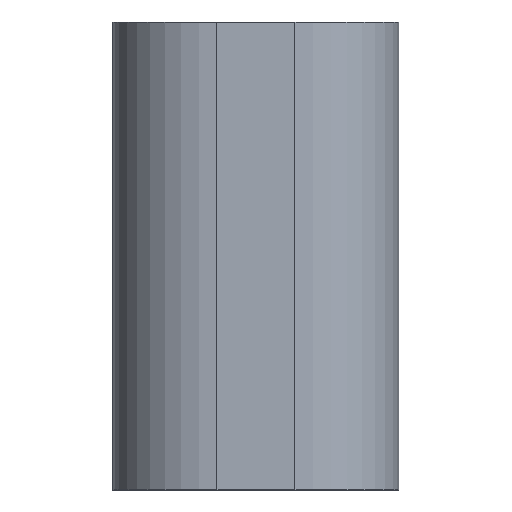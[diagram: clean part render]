
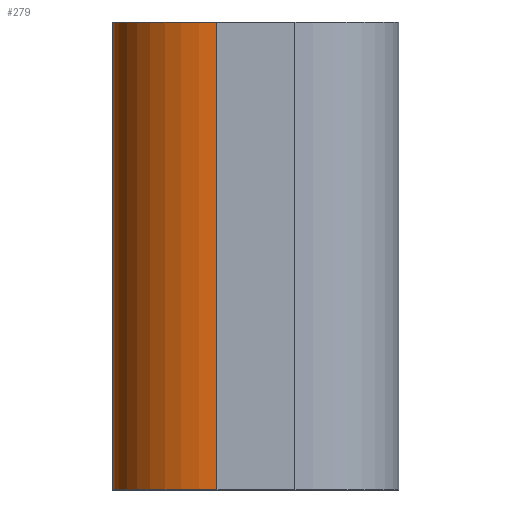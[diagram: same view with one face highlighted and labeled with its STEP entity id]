
A CAD part, left-side view. The second image highlights one B-rep face of the part: STEP entity #279.
In plain terms, the highlighted cylindrical face has radius 2 mm (diameter 4 mm), a partial arc.
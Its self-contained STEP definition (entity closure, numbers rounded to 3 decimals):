
#25=FACE_OUTER_BOUND('',#39,.T.);
#39=EDGE_LOOP('',(#181,#182,#183,#184));
#57=LINE('',#433,#79);
#58=LINE('',#436,#80);
#79=VECTOR('',#349,10.);
#80=VECTOR('',#352,10.);
#101=CIRCLE('',#314,2.);
#102=CIRCLE('',#315,2.);
#117=VERTEX_POINT('',#429);
#118=VERTEX_POINT('',#430);
#119=VERTEX_POINT('',#432);
#120=VERTEX_POINT('',#434);
#143=EDGE_CURVE('',#117,#118,#101,.T.);
#144=EDGE_CURVE('',#118,#119,#57,.T.);
#145=EDGE_CURVE('',#119,#120,#102,.T.);
#146=EDGE_CURVE('',#120,#117,#58,.T.);
#181=ORIENTED_EDGE('',*,*,#143,.T.);
#182=ORIENTED_EDGE('',*,*,#144,.T.);
#183=ORIENTED_EDGE('',*,*,#145,.T.);
#184=ORIENTED_EDGE('',*,*,#146,.T.);
#257=CYLINDRICAL_SURFACE('',#313,2.);
#279=ADVANCED_FACE('',(#25),#257,.T.);
#313=AXIS2_PLACEMENT_3D('',#428,#345,#346);
#314=AXIS2_PLACEMENT_3D('',#431,#347,#348);
#315=AXIS2_PLACEMENT_3D('',#435,#350,#351);
#345=DIRECTION('center_axis',(0.,0.,1.));
#346=DIRECTION('ref_axis',(-0.707,0.707,0.));
#347=DIRECTION('center_axis',(0.,0.,-1.));
#348=DIRECTION('ref_axis',(-0.707,0.707,0.));
#349=DIRECTION('',(0.,0.,-1.));
#350=DIRECTION('center_axis',(0.,0.,1.));
#351=DIRECTION('ref_axis',(-0.707,0.707,0.));
#352=DIRECTION('',(0.,0.,1.));
#428=CARTESIAN_POINT('Origin',(2.,3.5,2.25));
#429=CARTESIAN_POINT('',(0.,3.5,9.));
#430=CARTESIAN_POINT('',(2.,5.5,9.));
#431=CARTESIAN_POINT('Origin',(2.,3.5,9.));
#432=CARTESIAN_POINT('',(2.,5.5,0.));
#433=CARTESIAN_POINT('',(2.,5.5,2.25));
#434=CARTESIAN_POINT('',(0.,3.5,0.));
#435=CARTESIAN_POINT('Origin',(2.,3.5,0.));
#436=CARTESIAN_POINT('',(0.,3.5,2.25));
